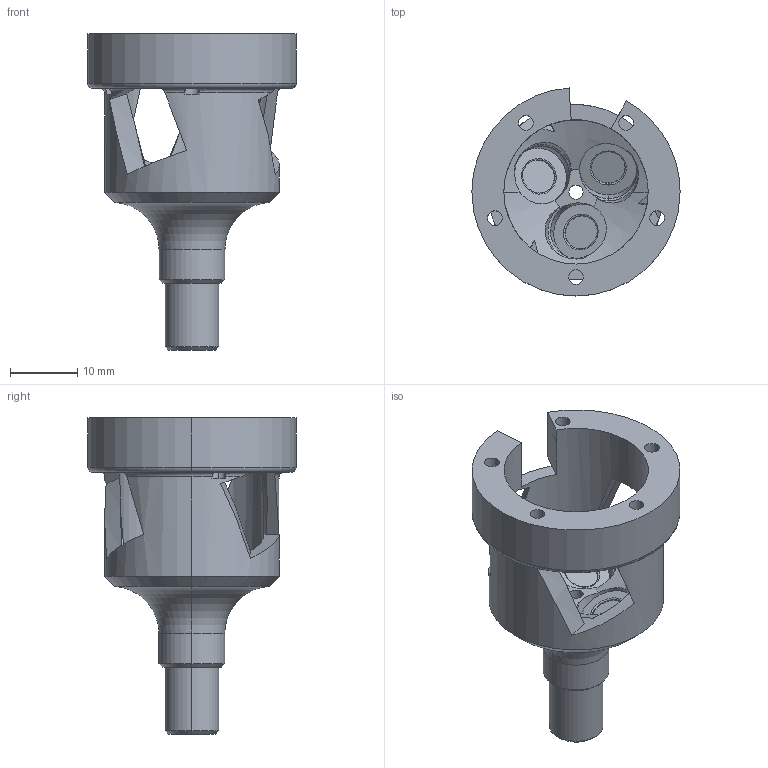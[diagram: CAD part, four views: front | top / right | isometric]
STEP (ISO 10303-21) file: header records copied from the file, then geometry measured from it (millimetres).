
FILE_DESCRIPTION (( 'STEP AP214' ), '1' );
FILE_NAME ('mk10 body.STEP', '2021-12-27T21:45:35', ( '' ), ( '' ), 'SwSTEP 2.0', 'SolidWorks 2016', '' );
FILE_SCHEMA (( 'AUTOMOTIVE_DESIGN' ));
Length unit declared in the file: millimetre
Products named in the file (2): mk10 body
Bounding box: 31 x 30.97 x 47.1 mm (x, y, z)
Volume: 7424.3 mm3; surface area: 5736.1 mm2
Topology: 1 solids, 1 shells, 117 faces, 331 edges, 212 vertices
Faces by surface type: cylinder 44, plane 33, torus 24, cone 10, bspline 6
Entity records: 4359 total; most frequent: CARTESIAN_POINT 1340, ORIENTED_EDGE 662, DIRECTION 616, EDGE_CURVE 331, AXIS2_PLACEMENT_3D 266, VERTEX_POINT 212, CIRCLE 153, EDGE_LOOP 131
